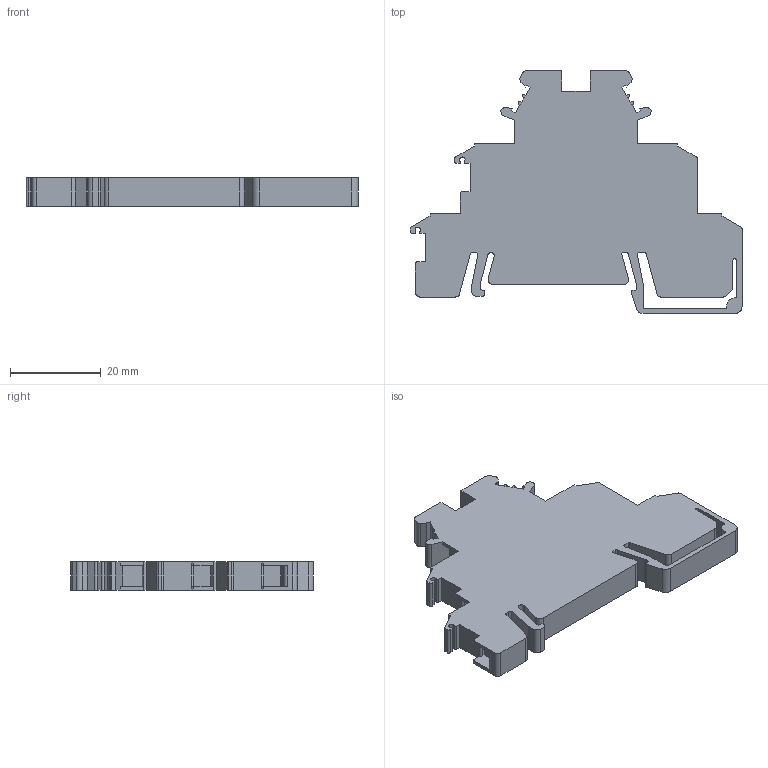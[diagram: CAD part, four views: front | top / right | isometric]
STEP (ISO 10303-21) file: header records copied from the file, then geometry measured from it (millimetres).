
FILE_DESCRIPTION((''),'2;1');
FILE_NAME('PRT0001','2023-12-21T',('Administrator'),(''),'PRO/ENGINEER BY PARAMETRIC TECHNOLOGY CORPORATION, 2013230','PRO/ENGINEER BY PARAMETRIC TECHNOLOGY CORPORATION, 2013230','');
FILE_SCHEMA(('AUTOMOTIVE_DESIGN { 1 0 10303 214 1 1 1 1 }'));
Length unit declared in the file: millimetre
Products named in the file (1): PRT0001
Bounding box: 73 x 53.4 x 6.2 mm (x, y, z)
Volume: 13753.3 mm3; surface area: 7720.5 mm2
Topology: 1 solids, 1 shells, 214 faces, 611 edges, 404 vertices
Faces by surface type: plane 146, cylinder 68
Entity records: 7033 total; most frequent: CARTESIAN_POINT 1231, ORIENTED_EDGE 1222, DIRECTION 1177, EDGE_CURVE 611, VECTOR 473, LINE 473, VERTEX_POINT 404, AXIS2_PLACEMENT_3D 352
